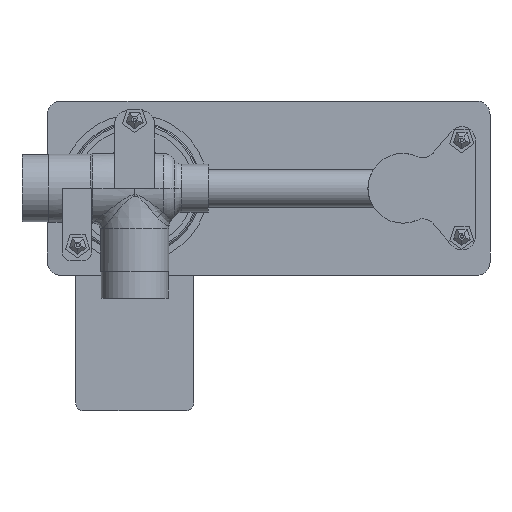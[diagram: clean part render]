
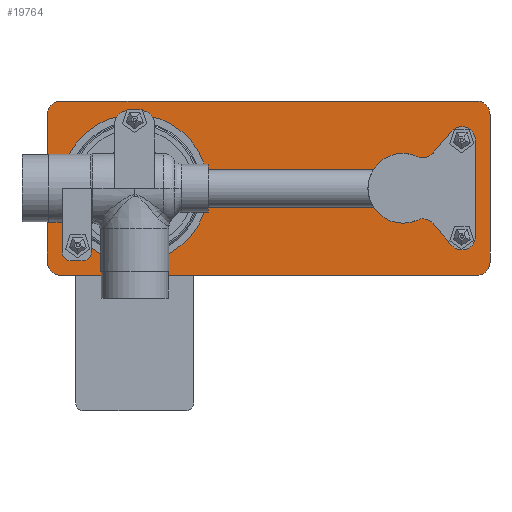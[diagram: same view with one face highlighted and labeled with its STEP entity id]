
A CAD part, front view. The second image highlights one B-rep face of the part: STEP entity #19764.
In plain terms, the highlighted face is planar.
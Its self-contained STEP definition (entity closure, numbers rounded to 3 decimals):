
#17446=DIRECTION('',(0.,1.,0.));
#17447=VECTOR('',#17446,55.);
#17448=CARTESIAN_POINT('',(-82.5,-27.5,2.));
#17449=LINE('',#17448,#17447);
#17968=CARTESIAN_POINT('',(77.5,-27.5,2.));
#17969=DIRECTION('',(0.,0.,1.));
#17970=DIRECTION('',(0.,-1.,0.));
#17971=AXIS2_PLACEMENT_3D('',#17968,#17969,#17970);
#17973=CARTESIAN_POINT('',(-77.5,-27.5,2.));
#17974=DIRECTION('',(0.,0.,1.));
#17975=DIRECTION('',(-1.,0.,0.));
#17976=AXIS2_PLACEMENT_3D('',#17973,#17974,#17975);
#17978=CARTESIAN_POINT('',(-77.5,27.5,2.));
#17979=DIRECTION('',(0.,0.,1.));
#17980=DIRECTION('',(0.,1.,0.));
#17981=AXIS2_PLACEMENT_3D('',#17978,#17979,#17980);
#17983=CARTESIAN_POINT('',(77.5,27.5,2.));
#17984=DIRECTION('',(0.,0.,1.));
#17985=DIRECTION('',(1.,0.,0.));
#17986=AXIS2_PLACEMENT_3D('',#17983,#17984,#17985);
#17988=CARTESIAN_POINT('',(53.,0.,2.));
#17989=DIRECTION('',(0.,0.,-1.));
#17990=DIRECTION('',(0.,1.,0.));
#17991=AXIS2_PLACEMENT_3D('',#17988,#17989,#17990);
#17993=DIRECTION('',(-1.,0.,0.));
#17994=VECTOR('',#17993,6.);
#17995=CARTESIAN_POINT('',(53.,10.5,2.));
#17996=LINE('',#17995,#17994);
#17997=CARTESIAN_POINT('',(47.,0.,2.));
#17998=DIRECTION('',(0.,0.,-1.));
#17999=DIRECTION('',(0.,-1.,0.));
#18000=AXIS2_PLACEMENT_3D('',#17997,#17998,#17999);
#18002=DIRECTION('',(1.,0.,0.));
#18003=VECTOR('',#18002,6.);
#18004=CARTESIAN_POINT('',(47.,-10.5,2.));
#18005=LINE('',#18004,#18003);
#18016=CARTESIAN_POINT('',(-50.,0.,2.));
#18017=DIRECTION('',(0.,0.,1.));
#18018=DIRECTION('',(-1.,0.,0.));
#18019=AXIS2_PLACEMENT_3D('',#18016,#18017,#18018);
#18021=CARTESIAN_POINT('',(-50.,0.,2.));
#18022=DIRECTION('',(0.,0.,1.));
#18023=DIRECTION('',(1.,0.,0.));
#18024=AXIS2_PLACEMENT_3D('',#18021,#18022,#18023);
#18044=DIRECTION('',(-1.,0.,0.));
#18045=VECTOR('',#18044,155.);
#18046=CARTESIAN_POINT('',(77.5,-32.5,2.));
#18047=LINE('',#18046,#18045);
#18052=DIRECTION('',(0.,-1.,0.));
#18053=VECTOR('',#18052,55.);
#18054=CARTESIAN_POINT('',(82.5,27.5,2.));
#18055=LINE('',#18054,#18053);
#18064=DIRECTION('',(1.,0.,0.));
#18065=VECTOR('',#18064,155.);
#18066=CARTESIAN_POINT('',(-77.5,32.5,2.));
#18067=LINE('',#18066,#18065);
#19092=CARTESIAN_POINT('',(77.5,-32.5,2.));
#19093=VERTEX_POINT('',#19092);
#19094=CARTESIAN_POINT('',(82.5,-27.5,2.));
#19095=VERTEX_POINT('',#19094);
#19100=CARTESIAN_POINT('',(82.5,27.5,2.));
#19101=VERTEX_POINT('',#19100);
#19102=CARTESIAN_POINT('',(77.5,32.5,2.));
#19103=VERTEX_POINT('',#19102);
#19108=CARTESIAN_POINT('',(-77.5,32.5,2.));
#19109=VERTEX_POINT('',#19108);
#19110=CARTESIAN_POINT('',(-82.5,27.5,2.));
#19111=VERTEX_POINT('',#19110);
#19116=CARTESIAN_POINT('',(-82.5,-27.5,2.));
#19117=VERTEX_POINT('',#19116);
#19118=CARTESIAN_POINT('',(-77.5,-32.5,2.));
#19119=VERTEX_POINT('',#19118);
#19128=CARTESIAN_POINT('',(53.,10.5,2.));
#19129=CARTESIAN_POINT('',(53.,-10.5,2.));
#19130=VERTEX_POINT('',#19128);
#19131=VERTEX_POINT('',#19129);
#19132=CARTESIAN_POINT('',(47.,-10.5,2.));
#19133=VERTEX_POINT('',#19132);
#19134=CARTESIAN_POINT('',(47.,10.5,2.));
#19135=VERTEX_POINT('',#19134);
#19168=CARTESIAN_POINT('',(-77.5,0.,2.));
#19169=CARTESIAN_POINT('',(-22.5,0.,2.));
#19170=VERTEX_POINT('',#19168);
#19171=VERTEX_POINT('',#19169);
#19727=CARTESIAN_POINT('',(-50.,0.,2.));
#19728=DIRECTION('',(0.,0.,1.));
#19729=DIRECTION('',(1.,0.,0.));
#19730=AXIS2_PLACEMENT_3D('',#19727,#19728,#19729);
#19731=PLANE('',#19730);
#19733=ORIENTED_EDGE('',*,*,#19732,.F.);
#19735=ORIENTED_EDGE('',*,*,#19734,.T.);
#19737=ORIENTED_EDGE('',*,*,#19736,.F.);
#19738=ORIENTED_EDGE('',*,*,#19425,.T.);
#19739=ORIENTED_EDGE('',*,*,#19443,.F.);
#19741=ORIENTED_EDGE('',*,*,#19740,.T.);
#19743=ORIENTED_EDGE('',*,*,#19742,.F.);
#19745=ORIENTED_EDGE('',*,*,#19744,.T.);
#19746=EDGE_LOOP('',(#19733,#19735,#19737,#19738,#19739,#19741,#19743,#19745));
#19747=FACE_OUTER_BOUND('',#19746,.F.);
#19749=ORIENTED_EDGE('',*,*,#19748,.F.);
#19751=ORIENTED_EDGE('',*,*,#19750,.T.);
#19753=ORIENTED_EDGE('',*,*,#19752,.F.);
#19755=ORIENTED_EDGE('',*,*,#19754,.T.);
#19756=EDGE_LOOP('',(#19749,#19751,#19753,#19755));
#19757=FACE_BOUND('',#19756,.F.);
#19759=ORIENTED_EDGE('',*,*,#19758,.T.);
#19761=ORIENTED_EDGE('',*,*,#19760,.T.);
#19762=EDGE_LOOP('',(#19759,#19761));
#19763=FACE_BOUND('',#19762,.F.);
#19764=ADVANCED_FACE('',(#19747,#19757,#19763),#19731,.T.);
#17972=CIRCLE('',#17971,5.);
#17977=CIRCLE('',#17976,5.);
#17982=CIRCLE('',#17981,5.);
#17987=CIRCLE('',#17986,5.);
#17992=CIRCLE('',#17991,10.5);
#18001=CIRCLE('',#18000,10.5);
#18020=CIRCLE('',#18019,27.5);
#18025=CIRCLE('',#18024,27.5);
#19425=EDGE_CURVE('',#19117,#19111,#17449,.T.);
#19443=EDGE_CURVE('',#19109,#19111,#17982,.T.);
#19732=EDGE_CURVE('',#19093,#19095,#17972,.T.);
#19734=EDGE_CURVE('',#19093,#19119,#18047,.T.);
#19736=EDGE_CURVE('',#19117,#19119,#17977,.T.);
#19740=EDGE_CURVE('',#19109,#19103,#18067,.T.);
#19742=EDGE_CURVE('',#19101,#19103,#17987,.T.);
#19744=EDGE_CURVE('',#19101,#19095,#18055,.T.);
#19748=EDGE_CURVE('',#19130,#19131,#17992,.T.);
#19750=EDGE_CURVE('',#19130,#19135,#17996,.T.);
#19752=EDGE_CURVE('',#19133,#19135,#18001,.T.);
#19754=EDGE_CURVE('',#19133,#19131,#18005,.T.);
#19758=EDGE_CURVE('',#19170,#19171,#18020,.T.);
#19760=EDGE_CURVE('',#19171,#19170,#18025,.T.);
